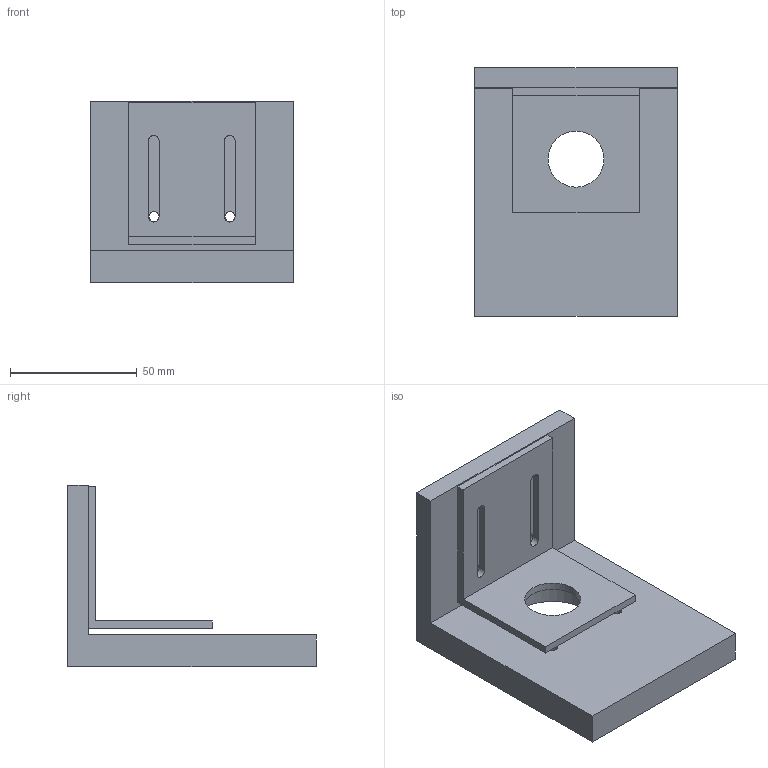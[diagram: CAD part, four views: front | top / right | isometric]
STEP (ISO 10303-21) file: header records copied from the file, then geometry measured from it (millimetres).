
FILE_DESCRIPTION(/* description */ (''),/* implementation_level */ '2;1');
FILE_NAME(/* name */ '',/* time_stamp */ '2023-09-22T22:58:05+08:00',/* author */ (''),/* organization */ (''),/* preprocessor_version */ 'ST-DEVELOPER v20',/* originating_system */ 'Autodesk Translation Framework v12.9.0.99',/* authorisation */ '');
FILE_SCHEMA (('AUTOMOTIVE_DESIGN { 1 0 10303 214 3 1 1 }'));
Length unit declared in the file: millimetre
Products named in the file (2): 底座v2; 42电机支架 v2
Assembly tree (1 placements, depth 2):
  底座v2
    42电机支架 v2
Bounding box: 80 x 98 x 71.5 mm (x, y, z)
Volume: 132307.9 mm3; surface area: 41123.4 mm2
Topology: 2 solids, 2 shells, 37 faces, 96 edges, 64 vertices
Faces by surface type: plane 25, cylinder 12
Full cylindrical faces by diameter (mm): 4 x4, 4.5 x2, 22.1 x1, 35.2 x1
Entity records: 1235 total; most frequent: DIRECTION 200, CARTESIAN_POINT 200, ORIENTED_EDGE 192, EDGE_CURVE 96, LINE 72, VECTOR 72, VERTEX_POINT 64, AXIS2_PLACEMENT_3D 64
